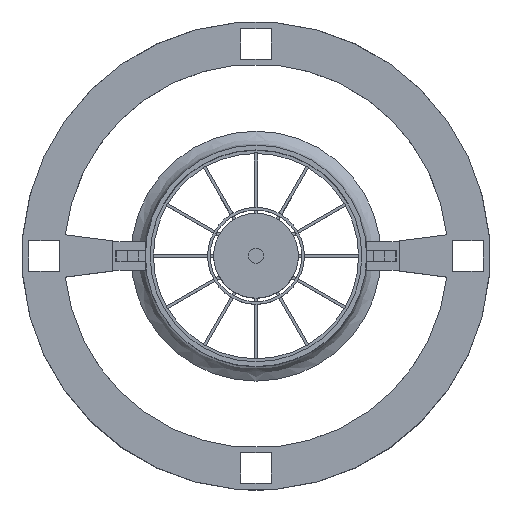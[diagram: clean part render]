
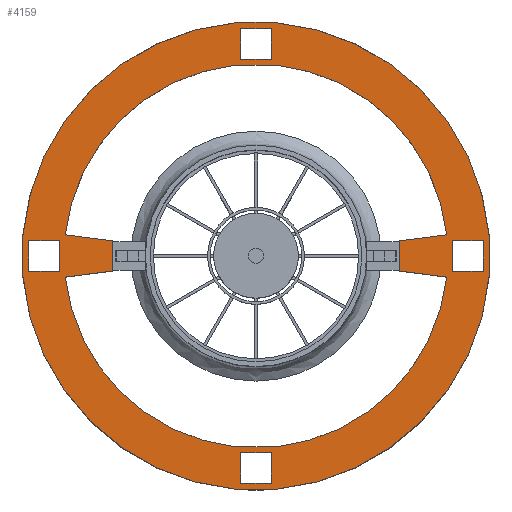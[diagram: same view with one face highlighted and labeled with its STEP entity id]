
A CAD part, top view. The second image highlights one B-rep face of the part: STEP entity #4159.
In plain terms, the highlighted planar face has unit normal (0, 0, 1).
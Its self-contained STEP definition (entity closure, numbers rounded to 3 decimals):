
#124=FACE_BOUND('',#468,.T.);
#125=FACE_BOUND('',#469,.T.);
#126=FACE_BOUND('',#470,.T.);
#127=FACE_BOUND('',#471,.T.);
#128=FACE_BOUND('',#472,.T.);
#153=CIRCLE('',#4499,77.318);
#154=CIRCLE('',#4500,63.388);
#155=CIRCLE('',#4501,63.388);
#156=CIRCLE('',#4502,63.388);
#157=CIRCLE('',#4503,63.388);
#213=FACE_OUTER_BOUND('',#467,.T.);
#467=EDGE_LOOP('',(#2809,#2810));
#468=EDGE_LOOP('',(#2811,#2812,#2813,#2814,#2815,#2816,#2817,#2818,#2819,
#2820,#2821,#2822));
#469=EDGE_LOOP('',(#2823,#2824,#2825,#2826));
#470=EDGE_LOOP('',(#2827,#2828,#2829,#2830));
#471=EDGE_LOOP('',(#2831,#2832,#2833,#2834));
#472=EDGE_LOOP('',(#2835,#2836,#2837,#2838));
#772=LINE('',#6081,#1298);
#773=LINE('',#6087,#1299);
#774=LINE('',#6089,#1300);
#775=LINE('',#6091,#1301);
#776=LINE('',#6095,#1302);
#777=LINE('',#6099,#1303);
#778=LINE('',#6101,#1304);
#779=LINE('',#6103,#1305);
#780=LINE('',#6106,#1306);
#781=LINE('',#6109,#1307);
#782=LINE('',#6111,#1308);
#783=LINE('',#6113,#1309);
#784=LINE('',#6114,#1310);
#785=LINE('',#6117,#1311);
#786=LINE('',#6119,#1312);
#787=LINE('',#6121,#1313);
#788=LINE('',#6122,#1314);
#789=LINE('',#6125,#1315);
#790=LINE('',#6127,#1316);
#791=LINE('',#6129,#1317);
#792=LINE('',#6130,#1318);
#793=LINE('',#6133,#1319);
#794=LINE('',#6135,#1320);
#795=LINE('',#6137,#1321);
#796=LINE('',#6138,#1322);
#1298=VECTOR('',#4886,10.);
#1299=VECTOR('',#4891,10.);
#1300=VECTOR('',#4892,10.);
#1301=VECTOR('',#4893,10.);
#1302=VECTOR('',#4896,10.);
#1303=VECTOR('',#4899,10.);
#1304=VECTOR('',#4900,10.);
#1305=VECTOR('',#4901,10.);
#1306=VECTOR('',#4904,10.);
#1307=VECTOR('',#4905,10.);
#1308=VECTOR('',#4906,10.);
#1309=VECTOR('',#4907,10.);
#1310=VECTOR('',#4908,10.);
#1311=VECTOR('',#4909,10.);
#1312=VECTOR('',#4910,10.);
#1313=VECTOR('',#4911,10.);
#1314=VECTOR('',#4912,10.);
#1315=VECTOR('',#4913,10.);
#1316=VECTOR('',#4914,10.);
#1317=VECTOR('',#4915,10.);
#1318=VECTOR('',#4916,10.);
#1319=VECTOR('',#4917,10.);
#1320=VECTOR('',#4918,10.);
#1321=VECTOR('',#4919,10.);
#1322=VECTOR('',#4920,10.);
#1825=VERTEX_POINT('',#6079);
#1826=VERTEX_POINT('',#6080);
#1827=VERTEX_POINT('',#6083);
#1828=VERTEX_POINT('',#6084);
#1829=VERTEX_POINT('',#6086);
#1830=VERTEX_POINT('',#6088);
#1831=VERTEX_POINT('',#6090);
#1832=VERTEX_POINT('',#6092);
#1833=VERTEX_POINT('',#6094);
#1834=VERTEX_POINT('',#6096);
#1835=VERTEX_POINT('',#6098);
#1836=VERTEX_POINT('',#6100);
#1837=VERTEX_POINT('',#6102);
#1838=VERTEX_POINT('',#6104);
#1839=VERTEX_POINT('',#6107);
#1840=VERTEX_POINT('',#6108);
#1841=VERTEX_POINT('',#6110);
#1842=VERTEX_POINT('',#6112);
#1843=VERTEX_POINT('',#6115);
#1844=VERTEX_POINT('',#6116);
#1845=VERTEX_POINT('',#6118);
#1846=VERTEX_POINT('',#6120);
#1847=VERTEX_POINT('',#6123);
#1848=VERTEX_POINT('',#6124);
#1849=VERTEX_POINT('',#6126);
#1850=VERTEX_POINT('',#6128);
#1851=VERTEX_POINT('',#6131);
#1852=VERTEX_POINT('',#6132);
#1853=VERTEX_POINT('',#6134);
#1854=VERTEX_POINT('',#6136);
#2213=EDGE_CURVE('',#1825,#1826,#772,.T.);
#2214=EDGE_CURVE('',#1826,#1825,#153,.T.);
#2215=EDGE_CURVE('',#1827,#1828,#154,.T.);
#2216=EDGE_CURVE('',#1828,#1829,#773,.T.);
#2217=EDGE_CURVE('',#1829,#1830,#774,.T.);
#2218=EDGE_CURVE('',#1830,#1831,#775,.T.);
#2219=EDGE_CURVE('',#1831,#1832,#155,.T.);
#2220=EDGE_CURVE('',#1832,#1833,#776,.T.);
#2221=EDGE_CURVE('',#1833,#1834,#156,.T.);
#2222=EDGE_CURVE('',#1834,#1835,#777,.T.);
#2223=EDGE_CURVE('',#1835,#1836,#778,.T.);
#2224=EDGE_CURVE('',#1836,#1837,#779,.T.);
#2225=EDGE_CURVE('',#1837,#1838,#157,.T.);
#2226=EDGE_CURVE('',#1838,#1827,#780,.T.);
#2227=EDGE_CURVE('',#1839,#1840,#781,.T.);
#2228=EDGE_CURVE('',#1840,#1841,#782,.T.);
#2229=EDGE_CURVE('',#1841,#1842,#783,.T.);
#2230=EDGE_CURVE('',#1842,#1839,#784,.T.);
#2231=EDGE_CURVE('',#1843,#1844,#785,.T.);
#2232=EDGE_CURVE('',#1844,#1845,#786,.T.);
#2233=EDGE_CURVE('',#1845,#1846,#787,.T.);
#2234=EDGE_CURVE('',#1846,#1843,#788,.T.);
#2235=EDGE_CURVE('',#1847,#1848,#789,.T.);
#2236=EDGE_CURVE('',#1848,#1849,#790,.T.);
#2237=EDGE_CURVE('',#1849,#1850,#791,.T.);
#2238=EDGE_CURVE('',#1850,#1847,#792,.T.);
#2239=EDGE_CURVE('',#1851,#1852,#793,.T.);
#2240=EDGE_CURVE('',#1852,#1853,#794,.T.);
#2241=EDGE_CURVE('',#1853,#1854,#795,.T.);
#2242=EDGE_CURVE('',#1854,#1851,#796,.T.);
#2809=ORIENTED_EDGE('',*,*,#2213,.T.);
#2810=ORIENTED_EDGE('',*,*,#2214,.T.);
#2811=ORIENTED_EDGE('',*,*,#2215,.T.);
#2812=ORIENTED_EDGE('',*,*,#2216,.T.);
#2813=ORIENTED_EDGE('',*,*,#2217,.T.);
#2814=ORIENTED_EDGE('',*,*,#2218,.T.);
#2815=ORIENTED_EDGE('',*,*,#2219,.T.);
#2816=ORIENTED_EDGE('',*,*,#2220,.T.);
#2817=ORIENTED_EDGE('',*,*,#2221,.T.);
#2818=ORIENTED_EDGE('',*,*,#2222,.T.);
#2819=ORIENTED_EDGE('',*,*,#2223,.T.);
#2820=ORIENTED_EDGE('',*,*,#2224,.T.);
#2821=ORIENTED_EDGE('',*,*,#2225,.T.);
#2822=ORIENTED_EDGE('',*,*,#2226,.T.);
#2823=ORIENTED_EDGE('',*,*,#2227,.T.);
#2824=ORIENTED_EDGE('',*,*,#2228,.T.);
#2825=ORIENTED_EDGE('',*,*,#2229,.T.);
#2826=ORIENTED_EDGE('',*,*,#2230,.T.);
#2827=ORIENTED_EDGE('',*,*,#2231,.T.);
#2828=ORIENTED_EDGE('',*,*,#2232,.T.);
#2829=ORIENTED_EDGE('',*,*,#2233,.T.);
#2830=ORIENTED_EDGE('',*,*,#2234,.T.);
#2831=ORIENTED_EDGE('',*,*,#2235,.T.);
#2832=ORIENTED_EDGE('',*,*,#2236,.T.);
#2833=ORIENTED_EDGE('',*,*,#2237,.T.);
#2834=ORIENTED_EDGE('',*,*,#2238,.T.);
#2835=ORIENTED_EDGE('',*,*,#2239,.T.);
#2836=ORIENTED_EDGE('',*,*,#2240,.T.);
#2837=ORIENTED_EDGE('',*,*,#2241,.T.);
#2838=ORIENTED_EDGE('',*,*,#2242,.T.);
#3932=PLANE('',#4498);
#4159=ADVANCED_FACE('',(#213,#124,#125,#126,#127,#128),#3932,.T.);
#4498=AXIS2_PLACEMENT_3D('',#6078,#4884,#4885);
#4499=AXIS2_PLACEMENT_3D('',#6082,#4887,#4888);
#4500=AXIS2_PLACEMENT_3D('',#6085,#4889,#4890);
#4501=AXIS2_PLACEMENT_3D('',#6093,#4894,#4895);
#4502=AXIS2_PLACEMENT_3D('',#6097,#4897,#4898);
#4503=AXIS2_PLACEMENT_3D('',#6105,#4902,#4903);
#4884=DIRECTION('center_axis',(0.,0.,1.));
#4885=DIRECTION('ref_axis',(-1.,0.,0.));
#4886=DIRECTION('',(1.,0.,0.));
#4887=DIRECTION('center_axis',(0.,0.,1.));
#4888=DIRECTION('ref_axis',(0.091,-0.996,0.));
#4889=DIRECTION('center_axis',(0.,0.,-1.));
#4890=DIRECTION('ref_axis',(0.994,0.11,0.));
#4891=DIRECTION('',(-0.992,-0.124,0.));
#4892=DIRECTION('',(0.,-1.,0.));
#4893=DIRECTION('',(0.992,-0.124,0.));
#4894=DIRECTION('center_axis',(0.,0.,-1.));
#4895=DIRECTION('ref_axis',(0.11,-0.994,0.));
#4896=DIRECTION('',(-1.,0.,0.));
#4897=DIRECTION('center_axis',(0.,0.,-1.));
#4898=DIRECTION('ref_axis',(-0.994,-0.11,0.));
#4899=DIRECTION('',(0.992,0.124,0.));
#4900=DIRECTION('',(0.,1.,0.));
#4901=DIRECTION('',(-0.992,0.124,0.));
#4902=DIRECTION('center_axis',(0.,0.,-1.));
#4903=DIRECTION('ref_axis',(-0.11,0.994,0.));
#4904=DIRECTION('',(1.,0.,0.));
#4905=DIRECTION('',(1.,0.,0.));
#4906=DIRECTION('',(0.,-1.,0.));
#4907=DIRECTION('',(-1.,0.,0.));
#4908=DIRECTION('',(0.,1.,0.));
#4909=DIRECTION('',(-1.,0.,0.));
#4910=DIRECTION('',(0.,1.,0.));
#4911=DIRECTION('',(1.,0.,0.));
#4912=DIRECTION('',(0.,-1.,0.));
#4913=DIRECTION('',(0.,1.,0.));
#4914=DIRECTION('',(1.,0.,0.));
#4915=DIRECTION('',(0.,-1.,0.));
#4916=DIRECTION('',(-1.,0.,0.));
#4917=DIRECTION('',(-1.,0.,0.));
#4918=DIRECTION('',(0.,1.,0.));
#4919=DIRECTION('',(1.,0.,0.));
#4920=DIRECTION('',(0.,-1.,0.));
#6078=CARTESIAN_POINT('Origin',(0.,0.159,21.));
#6079=CARTESIAN_POINT('',(-7.,-77.,21.));
#6080=CARTESIAN_POINT('',(7.,-77.,21.));
#6081=CARTESIAN_POINT('',(-7.,-77.,21.));
#6082=CARTESIAN_POINT('Origin',(0.,0.,21.));
#6083=CARTESIAN_POINT('',(7.,63.,21.));
#6084=CARTESIAN_POINT('',(63.004,6.967,21.));
#6085=CARTESIAN_POINT('Origin',(0.,0.,21.));
#6086=CARTESIAN_POINT('',(47.265,5.,21.));
#6087=CARTESIAN_POINT('',(63.004,6.967,21.));
#6088=CARTESIAN_POINT('',(47.265,-5.,21.));
#6089=CARTESIAN_POINT('',(47.265,5.,21.));
#6090=CARTESIAN_POINT('',(63.004,-6.967,21.));
#6091=CARTESIAN_POINT('',(47.265,-5.,21.));
#6092=CARTESIAN_POINT('',(7.,-63.,21.));
#6093=CARTESIAN_POINT('Origin',(0.,0.,21.));
#6094=CARTESIAN_POINT('',(-7.,-63.,21.));
#6095=CARTESIAN_POINT('',(7.,-63.,21.));
#6096=CARTESIAN_POINT('',(-63.004,-6.967,21.));
#6097=CARTESIAN_POINT('Origin',(0.,0.,21.));
#6098=CARTESIAN_POINT('',(-47.265,-5.,21.));
#6099=CARTESIAN_POINT('',(-63.004,-6.967,21.));
#6100=CARTESIAN_POINT('',(-47.265,5.,21.));
#6101=CARTESIAN_POINT('',(-47.265,-5.,21.));
#6102=CARTESIAN_POINT('',(-63.004,6.967,21.));
#6103=CARTESIAN_POINT('',(-47.265,5.,21.));
#6104=CARTESIAN_POINT('',(-7.,63.,21.));
#6105=CARTESIAN_POINT('Origin',(0.,0.,21.));
#6106=CARTESIAN_POINT('',(-7.,63.,21.));
#6107=CARTESIAN_POINT('',(64.9,5.1,21.));
#6108=CARTESIAN_POINT('',(75.1,5.1,21.));
#6109=CARTESIAN_POINT('',(64.9,5.1,21.));
#6110=CARTESIAN_POINT('',(75.1,-5.1,21.));
#6111=CARTESIAN_POINT('',(75.1,5.1,21.));
#6112=CARTESIAN_POINT('',(64.9,-5.1,21.));
#6113=CARTESIAN_POINT('',(75.1,-5.1,21.));
#6114=CARTESIAN_POINT('',(64.9,-5.1,21.));
#6115=CARTESIAN_POINT('',(-64.9,-5.1,21.));
#6116=CARTESIAN_POINT('',(-75.1,-5.1,21.));
#6117=CARTESIAN_POINT('',(-64.9,-5.1,21.));
#6118=CARTESIAN_POINT('',(-75.1,5.1,21.));
#6119=CARTESIAN_POINT('',(-75.1,-5.1,21.));
#6120=CARTESIAN_POINT('',(-64.9,5.1,21.));
#6121=CARTESIAN_POINT('',(-75.1,5.1,21.));
#6122=CARTESIAN_POINT('',(-64.9,5.1,21.));
#6123=CARTESIAN_POINT('',(-5.1,64.9,21.));
#6124=CARTESIAN_POINT('',(-5.1,75.1,21.));
#6125=CARTESIAN_POINT('',(-5.1,64.9,21.));
#6126=CARTESIAN_POINT('',(5.1,75.1,21.));
#6127=CARTESIAN_POINT('',(-5.1,75.1,21.));
#6128=CARTESIAN_POINT('',(5.1,64.9,21.));
#6129=CARTESIAN_POINT('',(5.1,75.1,21.));
#6130=CARTESIAN_POINT('',(5.1,64.9,21.));
#6131=CARTESIAN_POINT('',(5.1,-75.1,21.));
#6132=CARTESIAN_POINT('',(-5.1,-75.1,21.));
#6133=CARTESIAN_POINT('',(5.1,-75.1,21.));
#6134=CARTESIAN_POINT('',(-5.1,-64.9,21.));
#6135=CARTESIAN_POINT('',(-5.1,-75.1,21.));
#6136=CARTESIAN_POINT('',(5.1,-64.9,21.));
#6137=CARTESIAN_POINT('',(-5.1,-64.9,21.));
#6138=CARTESIAN_POINT('',(5.1,-64.9,21.));
